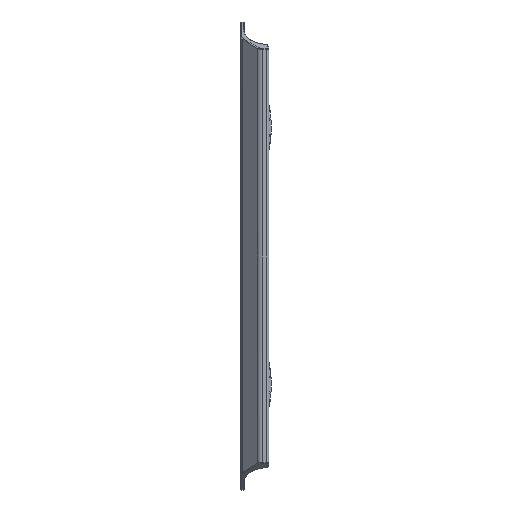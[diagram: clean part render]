
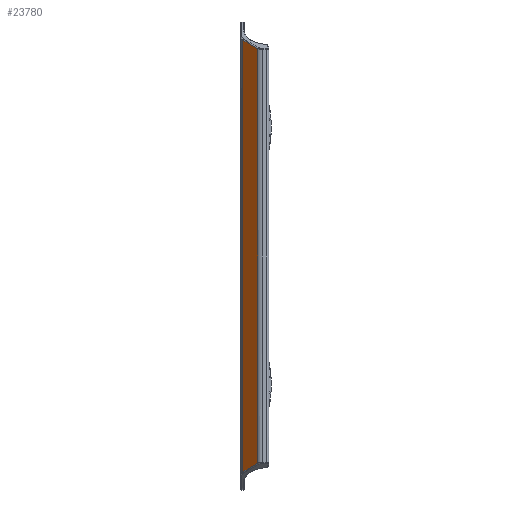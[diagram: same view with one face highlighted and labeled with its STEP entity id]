
A CAD part, left-side view. The second image highlights one B-rep face of the part: STEP entity #23780.
In plain terms, the highlighted planar face has unit normal (-0.707, 0.707, 0).
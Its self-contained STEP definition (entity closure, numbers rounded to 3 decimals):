
#5050=CARTESIAN_POINT('',(-21.121,44.263,
188.587));
#5060=VERTEX_POINT('',#5050);
#5090=CARTESIAN_POINT('',(-0.354,65.031,
200.577));
#5100=DIRECTION('',(0.655,0.655,
0.378));
#5110=VECTOR('',#5100,1.);
#5120=LINE('',#5090,#5110);
#5130=CARTESIAN_POINT('',(-14.763,50.621,
192.258));
#5140=VERTEX_POINT('',#5130);
#5150=EDGE_CURVE('',#5060,#5140,#5120,.T.);
#23140=CARTESIAN_POINT('',(-14.763,50.621,0.));
#23150=DIRECTION('',(0.,0.,1.));
#23160=VECTOR('',#23150,1.);
#23170=LINE('',#23140,#23160);
#23180=CARTESIAN_POINT('',(-14.763,50.621,
7.742));
#23190=VERTEX_POINT('',#23180);
#23200=EDGE_CURVE('',#23190,#5140,#23170,.T.);
#23550=CARTESIAN_POINT('',(-22.,43.385,0.));
#23560=DIRECTION('',(-0.707,0.707,0.));
#23570=DIRECTION('',(0.707,0.707,0.));
#23580=AXIS2_PLACEMENT_3D('',#23550,#23560,#23570);
#23590=PLANE('',#23580);
#23600=ORIENTED_EDGE('',*,*,#23200,.F.);
#23610=ORIENTED_EDGE('',*,*,#5150,.T.);
#23620=CARTESIAN_POINT('',(-21.121,44.263,0.));
#23630=DIRECTION('',(0.,0.,1.));
#23640=VECTOR('',#23630,1.);
#23650=LINE('',#23620,#23640);
#23660=CARTESIAN_POINT('',(-21.121,44.263,
11.413));
#23670=VERTEX_POINT('',#23660);
#23680=EDGE_CURVE('',#23670,#5060,#23650,.T.);
#23690=ORIENTED_EDGE('',*,*,#23680,.T.);
#23700=CARTESIAN_POINT('',(-0.354,65.031,
-0.577));
#23710=DIRECTION('',(-0.655,-0.655,
0.378));
#23720=VECTOR('',#23710,1.);
#23730=LINE('',#23700,#23720);
#23740=EDGE_CURVE('',#23190,#23670,#23730,.T.);
#23750=ORIENTED_EDGE('',*,*,#23740,.T.);
#23760=EDGE_LOOP('',(#23750,#23690,#23610,#23600));
#23770=FACE_OUTER_BOUND('',#23760,.T.);
#23780=ADVANCED_FACE('',(#23770),#23590,.T.);
